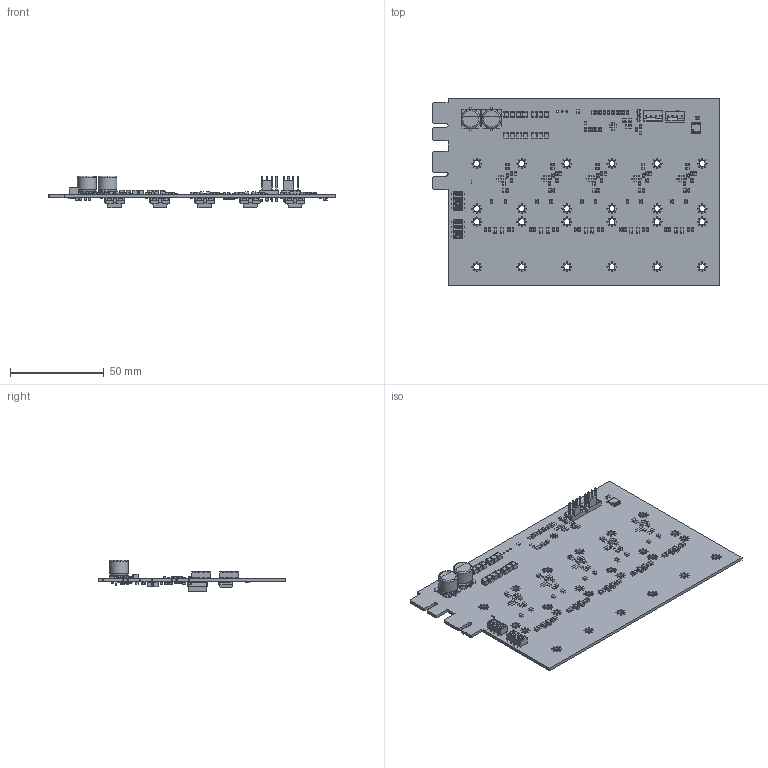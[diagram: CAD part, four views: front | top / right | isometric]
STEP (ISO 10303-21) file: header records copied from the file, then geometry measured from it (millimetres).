
FILE_DESCRIPTION(('KiCad electronic assembly'),'2;1');
FILE_NAME('EKO_Miner_PowerBoard_TPS53667_01A.step','2024-11-28T23:40:18' ,('Pcbnew'),('Kicad'),'Open CASCADE STEP processor 7.8', 'KiCad to STEP converter','Unknown');
FILE_SCHEMA(('AUTOMOTIVE_DESIGN { 1 0 10303 214 1 1 1 1 }'));
Length unit declared in the file: millimetre
Products named in the file (30): EKO_Miner_PowerBoard_TPS53667_01A 1; FanPinHeader_1x04_P2.54mm_Vertical; Fan_Pin_Header_Straight_1x04; C_0805_2012Metric; R_0805_2012Metric; C_1210_3225Metric; C_1206_3216Metric; QSOP-16_3.9x4.9mm_P0.635mm; QSOP_16_39x49mm_P0635mm; SOT-23; SOT_23; CP_Elec_10x10; Wuerth_WR-PHD_610008243021_SMD_2x04_P2.54mm_Vertical; CP_EIA-7343-31_Kemet-D; CP_EIA_7343_31_Kemet_D; PA2607.151NLT; ASSEMBLY; CSD95490Q5MC; DMC0012A_ASM; LED_0805_2012Metric; TPS53667RTAR; DAC7822IRTAR; EKO_Miner_PowerBoard-53667_PCB
Assembly tree (235 placements, depth 3):
  EKO_Miner_PowerBoard_TPS53667_01A 1
    FanPinHeader_1x04_P2.54mm_Vertical  x2
      Fan_Pin_Header_Straight_1x04
    C_0805_2012Metric  x95
      C_0805_2012Metric
    R_0805_2012Metric  x49
      R_0805_2012Metric
    C_1210_3225Metric  x34
      C_1210_3225Metric
    C_1206_3216Metric  x10
      C_1206_3216Metric
    QSOP-16_3.9x4.9mm_P0.635mm
      QSOP_16_39x49mm_P0635mm
    SOT-23  x2
      SOT_23
    CP_Elec_10x10  x2
      CP_Elec_10x10
    Wuerth_WR-PHD_610008243021_SMD_2x04_P2.54mm_Vertical  x2
      Wuerth_WR-PHD_610008243021_SMD_2x04_P2.54mm_Vertical
    CP_EIA-7343-31_Kemet-D  x10
      CP_EIA_7343_31_Kemet_D
    PA2607.151NLT  x5
      ASSEMBLY
    CSD95490Q5MC  x5
      DMC0012A_ASM
    LED_0805_2012Metric  x2
      LED_0805_2012Metric
    TPS53667RTAR
      DAC7822IRTAR
    EKO_Miner_PowerBoard-53667_PCB
Bounding box: 153 x 99.75 x 17.02 mm (x, y, z)
Volume: 29463.3 mm3; surface area: 42317.9 mm2
Topology: 356 solids, 356 shells, 10090 faces, 26405 edges, 17312 vertices
Faces by surface type: plane 6915, cylinder 2799, bspline 366, torus 8, revolution 2
Full cylindrical faces by diameter (mm): 0.3 x69, 0.5 x193, 1 x3, 1.02 x8, 1.1 x18, 3.2 x24, 10 x4
Entity records: 83315 total; most frequent: CARTESIAN_POINT 14411, ORIENTED_EDGE 12262, DIRECTION 12078, EDGE_CURVE 6115, LINE 4749, VECTOR 4749, VERTEX_POINT 3959, AXIS2_PLACEMENT_3D 3664
